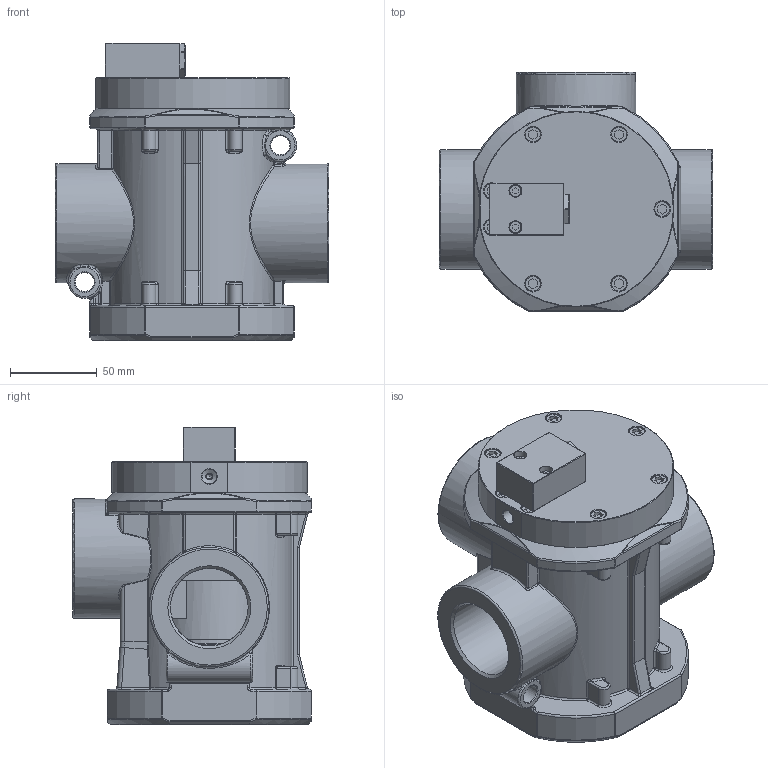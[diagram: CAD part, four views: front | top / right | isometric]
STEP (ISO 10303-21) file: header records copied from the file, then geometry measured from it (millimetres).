
FILE_DESCRIPTION(/* description */ ('Unknown'),/* implementation_level */ '2;1');
FILE_NAME(/* name */ '-MF-G3110',/* time_stamp */ '2019-05-31T11:54:56+02:00',/* author */ ('Unknown'),/* organization */ ('Unknown'),/* preprocessor_version */ 'ST-DEVELOPER v16.7',/* originating_system */ 'DEX',/* authorisation */ $);
FILE_SCHEMA (('AUTOMOTIVE_DESIGN {1 0 10303 214 3 1 1}'));
Length unit declared in the file: millimetre
Products named in the file (1): Parte1
Bounding box: 158 x 138 x 172 mm (x, y, z)
Volume: 1250182.3 mm3; surface area: 215657.9 mm2
Topology: 1 solids, 1 shells, 1017 faces, 2369 edges, 1322 vertices
Faces by surface type: plane 299, cylinder 273, bspline 122, torus 116, sphere 107, cone 100
Full cylindrical faces by diameter (mm): 3 x2, 3.4 x3, 3.5 x1, 4.134 x1, 4.5 x2, 6.4 x2, 7 x3, 7.5 x2, 8.5 x13, 8.566 x2, 9 x13, 11 x2, 12 x1, 13 x1, 13.6 x2, 14 x2, 16.4 x1, 21 x1, 35 x1, 44 x2, 44.845 x3, 45 x1, 50 x1, 54 x2, 54.4 x1, 54.5 x1, 59 x2, 69 x3, 72.5 x1, 73 x1
Entity records: 36639 total; most frequent: CARTESIAN_POINT 8419, DIRECTION 4570, ORIENTED_EDGE 4062, EDGE_CURVE 2031, AXIS2_PLACEMENT_3D 1910, FACE_BOUND 1276, EDGE_LOOP 1271, VERTEX_POINT 1255
